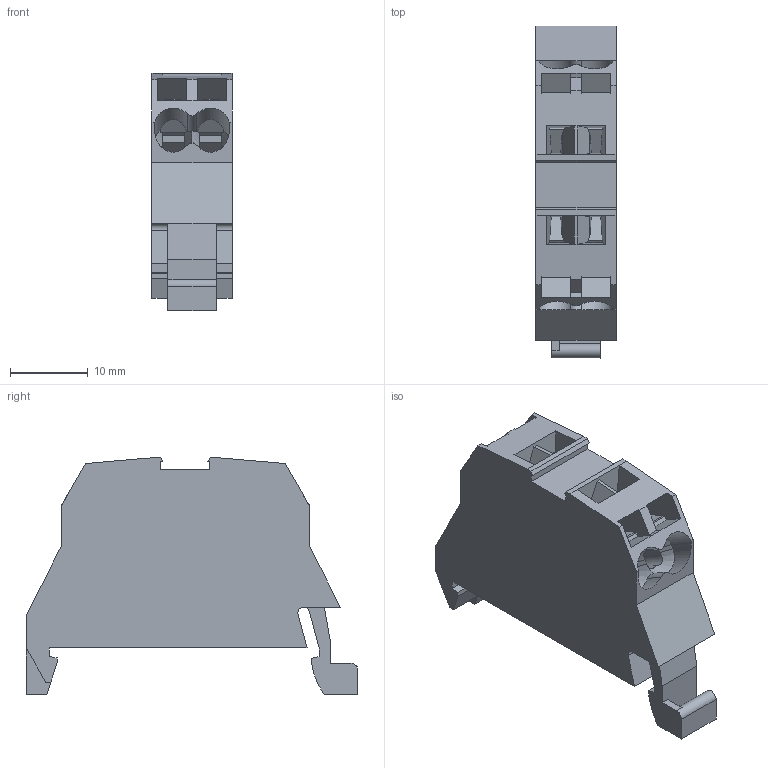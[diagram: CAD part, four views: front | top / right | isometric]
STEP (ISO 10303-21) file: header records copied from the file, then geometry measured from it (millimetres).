
FILE_DESCRIPTION(('Creo Elements/Direct Modeling STEP Export'),'2;1');
FILE_NAME('model.stp','2017-12-12T11:36:28',(''),(''),'Creo Elements/Direct Modeling STEP processor for AP214 (Solid Model)','Creo Elements/Direct Modeling 18.1I 14-Aug-2016 (C) Parametric Technology GmbH','');
FILE_SCHEMA(('AUTOMOTIVE_DESIGN { 1 0 10303 214 1 1 1 1 }'));
Length unit declared in the file: millimetre
Products named in the file (2): MSDBV_2.5-NS_35-select
Assembly tree (1 placements, depth 2):
  MSDBV_2.5-NS_35-select
    MSDBV_2.5-NS_35-select
Bounding box: 10.3 x 42.7 x 30.5 mm (x, y, z)
Volume: 7166.1 mm3; surface area: 4622.4 mm2
Topology: 1 solids, 1 shells, 209 faces, 613 edges, 402 vertices
Faces by surface type: plane 174, cylinder 23, cone 12
Entity records: 10783 total; most frequent: CARTESIAN_POINT 3575, ORIENTED_EDGE 1226, DIRECTION 1011, EDGE_CURVE 613, VECTOR 483, LINE 483, VERTEX_POINT 402, AXIS2_PLACEMENT_3D 264
